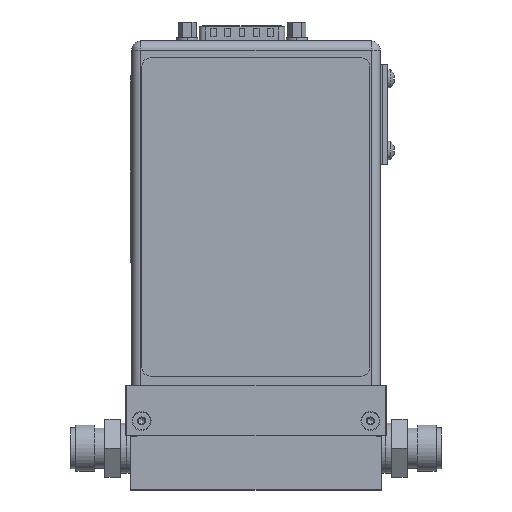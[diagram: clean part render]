
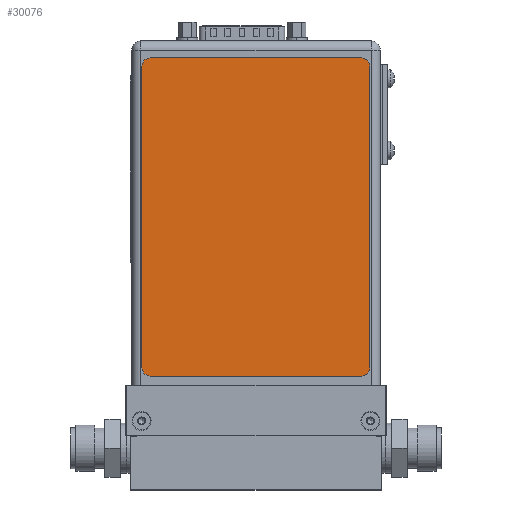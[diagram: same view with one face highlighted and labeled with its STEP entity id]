
A CAD part, top view. The second image highlights one B-rep face of the part: STEP entity #30076.
In plain terms, the highlighted planar face has unit normal (0, 0, 1).
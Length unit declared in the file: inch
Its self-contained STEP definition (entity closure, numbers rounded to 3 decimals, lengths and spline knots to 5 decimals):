
#29833=CARTESIAN_POINT('',(2.63,3.71,0.004));
#29834=DIRECTION('',(0.,0.,1.));
#29835=DIRECTION('',(1.,0.,0.));
#29836=AXIS2_PLACEMENT_3D('',#29833,#29834,#29835);
#29841=DIRECTION('',(0.,1.,0.));
#29842=VECTOR('',#29841,3.61);
#29843=CARTESIAN_POINT('',(2.73,0.1,0.004));
#29844=LINE('',#29843,#29842);
#29848=CARTESIAN_POINT('',(2.63,0.1,0.004));
#29849=DIRECTION('',(0.,0.,1.));
#29850=DIRECTION('',(0.,-1.,0.));
#29851=AXIS2_PLACEMENT_3D('',#29848,#29849,#29850);
#29856=DIRECTION('',(1.,0.,0.));
#29857=VECTOR('',#29856,2.53);
#29858=CARTESIAN_POINT('',(0.1,0.,0.004));
#29859=LINE('',#29858,#29857);
#29863=CARTESIAN_POINT('',(0.1,0.1,0.004));
#29864=DIRECTION('',(0.,0.,1.));
#29865=DIRECTION('',(-1.,0.,0.));
#29866=AXIS2_PLACEMENT_3D('',#29863,#29864,#29865);
#29871=DIRECTION('',(0.,-1.,0.));
#29872=VECTOR('',#29871,3.61);
#29873=CARTESIAN_POINT('',(0.,3.71,0.004));
#29874=LINE('',#29873,#29872);
#29878=CARTESIAN_POINT('',(0.1,3.71,0.004));
#29879=DIRECTION('',(0.,0.,1.));
#29880=DIRECTION('',(0.,1.,0.));
#29881=AXIS2_PLACEMENT_3D('',#29878,#29879,#29880);
#29886=DIRECTION('',(-1.,0.,0.));
#29887=VECTOR('',#29886,2.53);
#29888=CARTESIAN_POINT('',(2.63,3.81,0.004));
#29889=LINE('',#29888,#29887);
#29897=CARTESIAN_POINT('',(2.73,3.71,0.004));
#29898=VERTEX_POINT('',#29897);
#29899=CARTESIAN_POINT('',(2.63,3.81,0.004));
#29900=VERTEX_POINT('',#29899);
#29905=CARTESIAN_POINT('',(0.1,3.81,0.004));
#29906=VERTEX_POINT('',#29905);
#29907=CARTESIAN_POINT('',(0.,3.71,0.004));
#29908=VERTEX_POINT('',#29907);
#29913=CARTESIAN_POINT('',(0.,0.1,0.004));
#29914=VERTEX_POINT('',#29913);
#29915=CARTESIAN_POINT('',(0.1,0.,0.004));
#29916=VERTEX_POINT('',#29915);
#29919=CARTESIAN_POINT('',(2.73,0.1,0.004));
#29920=VERTEX_POINT('',#29919);
#29923=CARTESIAN_POINT('',(2.63,0.,0.004));
#29924=VERTEX_POINT('',#29923);
#30061=CARTESIAN_POINT('',(0.,0.,0.004));
#30062=DIRECTION('',(0.,0.,1.));
#30063=DIRECTION('',(1.,0.,0.));
#30064=AXIS2_PLACEMENT_3D('',#30061,#30062,#30063);
#30065=PLANE('',#30064);
#30066=ORIENTED_EDGE('',*,*,#29957,.F.);
#30067=ORIENTED_EDGE('',*,*,#29973,.F.);
#30068=ORIENTED_EDGE('',*,*,#29986,.F.);
#30069=ORIENTED_EDGE('',*,*,#29999,.F.);
#30070=ORIENTED_EDGE('',*,*,#30014,.F.);
#30071=ORIENTED_EDGE('',*,*,#30027,.F.);
#30072=ORIENTED_EDGE('',*,*,#30042,.F.);
#30073=ORIENTED_EDGE('',*,*,#30054,.F.);
#30074=EDGE_LOOP('',(#30066,#30067,#30068,#30069,#30070,#30071,#30072,#30073));
#30075=FACE_OUTER_BOUND('',#30074,.F.);
#30076=ADVANCED_FACE('',(#30075),#30065,.T.);
#29837=CIRCLE('',#29836,0.1);
#29852=CIRCLE('',#29851,0.1);
#29867=CIRCLE('',#29866,0.1);
#29882=CIRCLE('',#29881,0.1);
#29957=EDGE_CURVE('',#29898,#29900,#29837,.T.);
#29973=EDGE_CURVE('',#29920,#29898,#29844,.T.);
#29986=EDGE_CURVE('',#29924,#29920,#29852,.T.);
#29999=EDGE_CURVE('',#29916,#29924,#29859,.T.);
#30014=EDGE_CURVE('',#29914,#29916,#29867,.T.);
#30027=EDGE_CURVE('',#29908,#29914,#29874,.T.);
#30042=EDGE_CURVE('',#29906,#29908,#29882,.T.);
#30054=EDGE_CURVE('',#29900,#29906,#29889,.T.);
